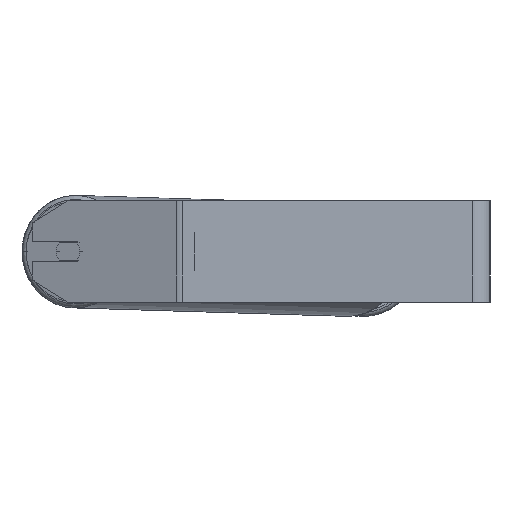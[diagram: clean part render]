
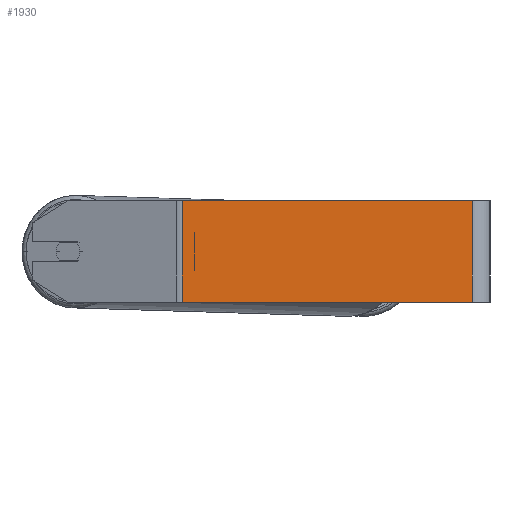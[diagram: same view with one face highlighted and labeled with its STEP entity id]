
A CAD part, left-side view. The second image highlights one B-rep face of the part: STEP entity #1930.
In plain terms, the highlighted planar face has unit normal (-1, 0, 0).
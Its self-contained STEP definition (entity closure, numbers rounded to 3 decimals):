
#152 = LINE ( 'NONE', #8214, #6413 ) ;
#329 = DIRECTION ( 'NONE',  ( 0., 0., -1. ) ) ;
#347 = EDGE_CURVE ( 'NONE', #6046, #7687, #1462, .T. ) ;
#438 = PLANE ( 'NONE',  #7101 ) ;
#668 = CARTESIAN_POINT ( 'NONE',  ( -1000., 243.308, 40. ) ) ;
#819 = CARTESIAN_POINT ( 'NONE',  ( -1000., 14., -40. ) ) ;
#1025 = CARTESIAN_POINT ( 'NONE',  ( -1000., 14., 40. ) ) ;
#1135 = DIRECTION ( 'NONE',  ( 0., 0., -1. ) ) ;
#1430 = ORIENTED_EDGE ( 'NONE', *, *, #347, .T. ) ;
#1462 = LINE ( 'NONE', #668, #2260 ) ;
#1930 = ADVANCED_FACE ( 'NONE', ( #2476 ), #438, .F. ) ;
#2250 = DIRECTION ( 'NONE',  ( 0., -1., 0. ) ) ;
#2260 = VECTOR ( 'NONE', #6080, 1000. ) ;
#2341 = EDGE_CURVE ( 'NONE', #7687, #3253, #152, .T. ) ;
#2440 = LINE ( 'NONE', #1025, #8102 ) ;
#2476 = FACE_OUTER_BOUND ( 'NONE', #8190, .T. ) ;
#2559 = EDGE_CURVE ( 'NONE', #4336, #3253, #2440, .T. ) ;
#3006 = CARTESIAN_POINT ( 'NONE',  ( -1000., 245.776, 40. ) ) ;
#3253 = VERTEX_POINT ( 'NONE', #819 ) ;
#3629 = CARTESIAN_POINT ( 'NONE',  ( -1000., 243.308, -40. ) ) ;
#4336 = VERTEX_POINT ( 'NONE', #7433 ) ;
#4352 = LINE ( 'NONE', #3006, #5602 ) ;
#4587 = ORIENTED_EDGE ( 'NONE', *, *, #7285, .F. ) ;
#5187 = CARTESIAN_POINT ( 'NONE',  ( -1000., 245.776, 40. ) ) ;
#5602 = VECTOR ( 'NONE', #2250, 1000. ) ;
#6046 = VERTEX_POINT ( 'NONE', #7600 ) ;
#6080 = DIRECTION ( 'NONE',  ( 0., 0., -1. ) ) ;
#6082 = ORIENTED_EDGE ( 'NONE', *, *, #2559, .F. ) ;
#6197 = DIRECTION ( 'NONE',  ( 0., -1., 0. ) ) ;
#6413 = VECTOR ( 'NONE', #6197, 1000. ) ;
#7101 = AXIS2_PLACEMENT_3D ( 'NONE', #5187, #7885, #1135 ) ;
#7285 = EDGE_CURVE ( 'NONE', #6046, #4336, #4352, .T. ) ;
#7433 = CARTESIAN_POINT ( 'NONE',  ( -1000., 14., 40. ) ) ;
#7600 = CARTESIAN_POINT ( 'NONE',  ( -1000., 243.308, 40. ) ) ;
#7687 = VERTEX_POINT ( 'NONE', #3629 ) ;
#7885 = DIRECTION ( 'NONE',  ( 1., 0., 0. ) ) ;
#8102 = VECTOR ( 'NONE', #329, 1000. ) ;
#8190 = EDGE_LOOP ( 'NONE', ( #8239, #6082, #4587, #1430 ) ) ;
#8214 = CARTESIAN_POINT ( 'NONE',  ( -1000., 245.776, -40. ) ) ;
#8239 = ORIENTED_EDGE ( 'NONE', *, *, #2341, .T. ) ;
